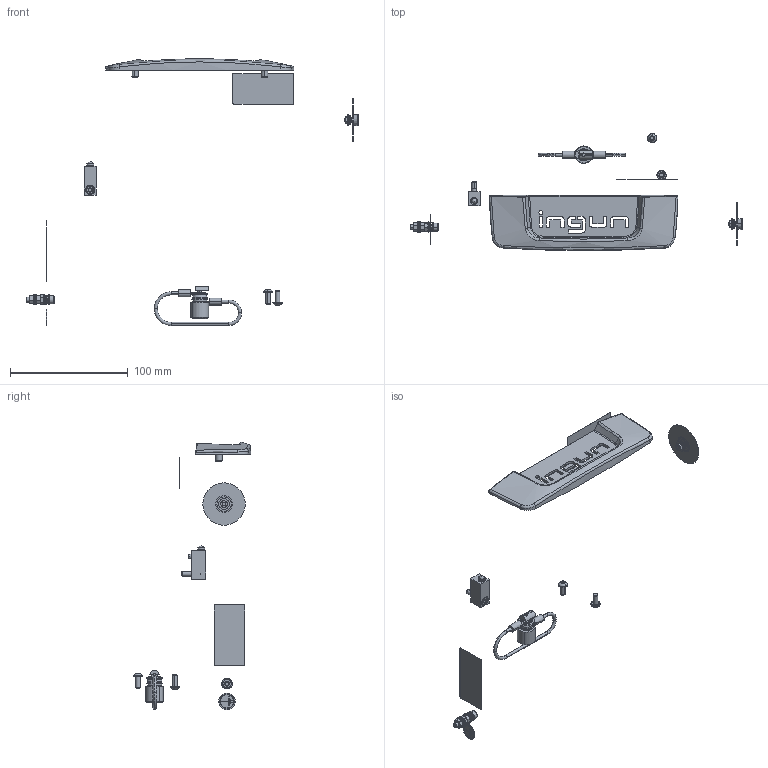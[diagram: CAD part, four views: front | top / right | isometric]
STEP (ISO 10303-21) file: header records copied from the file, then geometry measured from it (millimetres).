
FILE_DESCRIPTION (( 'STEP AP214' ), '1' );
FILE_NAME ('INGUN_44979.STEP', '2022-12-07T12:22:55', ( '' ), ( '' ), 'SwSTEP 2.0', 'SolidWorks 2021', '' );
FILE_SCHEMA (( 'AUTOMOTIVE_DESIGN' ));
Length unit declared in the file: millimetre
Products named in the file (34): 44990~0_S; DIN7991~n_M03,0x008 VA; GKS-365-0063~0_S; DIN125~n_04,3 M04,0; INGUN_44979; 48212~0_S; 41841~0_S; 46224~0_ESD Parkposition<S>; 5015~0; DIN934~n_M04,0; ISO7380~n_M04,0x010; 48214~0_S; DIN934~n_M03,0; 3283~0; 15152~0_S; 2526~0; DIN912~n_M04,0x020; DIN6325~n_04,0m6x008; 110513~0_S; 18616~0_S; 48213~0_S; 14849_02~0_S; 44989~0_S; DIN7991~n_M03,0x012; 37675~0_S; ISO7380~n_M03,0x008; 19141~0_S; DIN912~n_M04,0x016; 48215~3_S; KS-365_125~2; 110222~0_S; 15149~0_S; 9286~0; 109768~1_mit_Loch<S>
Assembly tree (44 placements, depth 4):
  INGUN_44979
    41841~0_S
    5015~0  x2
    37675~0_S
    DIN912~n_M04,0x020
    DIN125~n_04,3 M04,0  x3
    DIN934~n_M04,0  x3
    15149~0_S  x3
    110222~0_S
    110513~0_S
      109768~1_mit_Loch<S>
      48212~0_S
      ISO7380~n_M03,0x008
      2526~0
      110222~0_S
      9286~0
      DIN934~n_M03,0
    44990~0_S
      44989~0_S
      DIN6325~n_04,0m6x008
      DIN912~n_M04,0x016
      KS-365_125~2
      GKS-365-0063~0_S
    48215~3_S
      48214~0_S
      48212~0_S
      48213~0_S
      DIN7991~n_M03,0x008 VA
      DIN7991~n_M03,0x012
      3283~0
      46224~0_ESD Parkposition<S>
        19141~0_S  x2
        14849_02~0_S
      18616~0_S
      15152~0_S
    ISO7380~n_M04,0x010  x2
Bounding box: 281.9 x 99.63 x 226.82 mm (x, y, z)
Volume: 32260.9 mm3; surface area: 38100.1 mm2
Topology: 42 solids, 42 shells, 953 faces, 2425 edges, 1578 vertices
Faces by surface type: cylinder 389, plane 336, cone 128, bspline 73, torus 22, sphere 5
Entity records: 29965 total; most frequent: CARTESIAN_POINT 10908, DIRECTION 3646, ORIENTED_EDGE 3626, EDGE_CURVE 1813, AXIS2_PLACEMENT_3D 1413, VERTEX_POINT 1176, VECTOR 820, LINE 820
